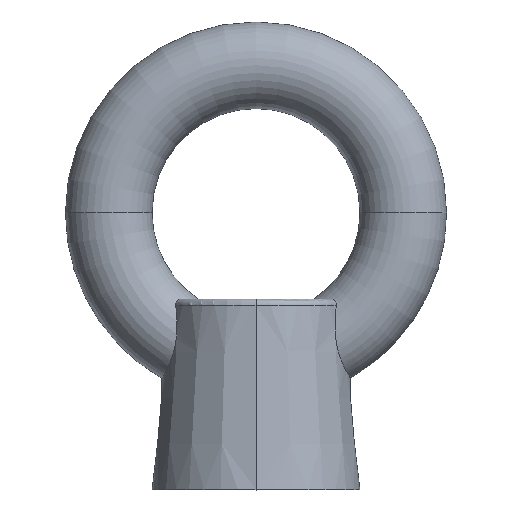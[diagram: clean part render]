
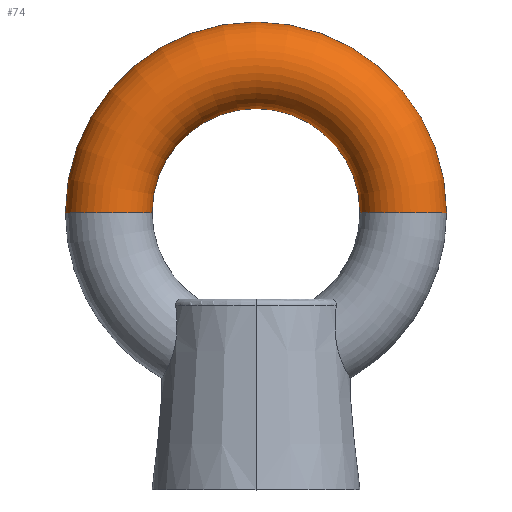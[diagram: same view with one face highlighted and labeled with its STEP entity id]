
A CAD part, top view. The second image highlights one B-rep face of the part: STEP entity #74.
In plain terms, the highlighted toroidal (fillet/blend) face has major radius 42.5 mm and minor radius 12.5 mm.
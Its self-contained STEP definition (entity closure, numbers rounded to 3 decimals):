
#64 = EDGE_CURVE ( 'NONE', #78, #178, #379, .T. ) ;
#65 = ORIENTED_EDGE ( 'NONE', *, *, #163, .T. ) ;
#66 = ORIENTED_EDGE ( 'NONE', *, *, #67, .T. ) ;
#67 = EDGE_CURVE ( 'NONE', #236, #235, #374, .T. ) ;
#74 = ADVANCED_FACE ( 'NONE', ( #364 ), #363, .T. ) ;
#75 = EDGE_LOOP ( 'NONE', ( #76, #77, #65, #66 ) ) ;
#76 = ORIENTED_EDGE ( 'NONE', *, *, #167, .F. ) ;
#77 = ORIENTED_EDGE ( 'NONE', *, *, #64, .F. ) ;
#78 = VERTEX_POINT ( 'NONE', #347 ) ;
#163 = EDGE_CURVE ( 'NONE', #78, #236, #505, .T. ) ;
#167 = EDGE_CURVE ( 'NONE', #178, #235, #493, .T. ) ;
#178 = VERTEX_POINT ( 'NONE', #437 ) ;
#235 = VERTEX_POINT ( 'NONE', #618 ) ;
#236 = VERTEX_POINT ( 'NONE', #617 ) ;
#347 = CARTESIAN_POINT ( 'NONE',  ( -30., 0., 0. ) ) ;
#348 = DIRECTION ( 'NONE',  ( -1., 0., 0. ) ) ;
#349 = DIRECTION ( 'NONE',  ( 0., 0., -1. ) ) ;
#360 = AXIS2_PLACEMENT_3D ( 'NONE', #361, #349, #348 ) ;
#361 = CARTESIAN_POINT ( 'NONE',  ( 0., 0., 0. ) ) ;
#363 = TOROIDAL_SURFACE ( 'NONE', #360, 42.5, 12.5 ) ;
#364 = FACE_OUTER_BOUND ( 'NONE', #75, .T. ) ;
#371 = DIRECTION ( 'NONE',  ( -1., 0., 0. ) ) ;
#372 = DIRECTION ( 'NONE',  ( 0., 1., 0. ) ) ;
#373 = AXIS2_PLACEMENT_3D ( 'NONE', #380, #372, #371 ) ;
#374 = CIRCLE ( 'NONE', #373, 12.5 ) ;
#375 = DIRECTION ( 'NONE',  ( 0., 0., -1. ) ) ;
#376 = DIRECTION ( 'NONE',  ( 0., -1., 0. ) ) ;
#377 = CARTESIAN_POINT ( 'NONE',  ( -42.5, 0., 0. ) ) ;
#378 = AXIS2_PLACEMENT_3D ( 'NONE', #377, #376, #375 ) ;
#379 = CIRCLE ( 'NONE', #378, 12.5 ) ;
#380 = CARTESIAN_POINT ( 'NONE',  ( 42.5, 0., 0. ) ) ;
#437 = CARTESIAN_POINT ( 'NONE',  ( -55., 0., 0. ) ) ;
#490 = DIRECTION ( 'NONE',  ( -1., 0., 0. ) ) ;
#491 = DIRECTION ( 'NONE',  ( 0., 0., -1. ) ) ;
#492 = AXIS2_PLACEMENT_3D ( 'NONE', #498, #491, #490 ) ;
#493 = CIRCLE ( 'NONE', #492, 55. ) ;
#498 = CARTESIAN_POINT ( 'NONE',  ( 0., 0., 0. ) ) ;
#501 = DIRECTION ( 'NONE',  ( -1., 0., 0. ) ) ;
#502 = DIRECTION ( 'NONE',  ( 0., 0., -1. ) ) ;
#503 = CARTESIAN_POINT ( 'NONE',  ( 0., 0., 0. ) ) ;
#504 = AXIS2_PLACEMENT_3D ( 'NONE', #503, #502, #501 ) ;
#505 = CIRCLE ( 'NONE', #504, 30. ) ;
#617 = CARTESIAN_POINT ( 'NONE',  ( 30., 0., 0. ) ) ;
#618 = CARTESIAN_POINT ( 'NONE',  ( 55., 0., 0. ) ) ;
